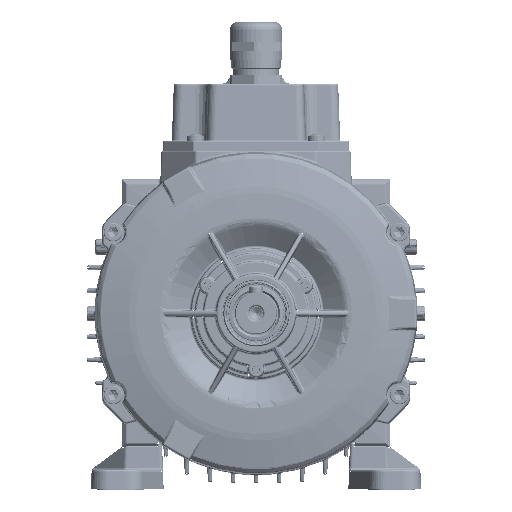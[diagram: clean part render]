
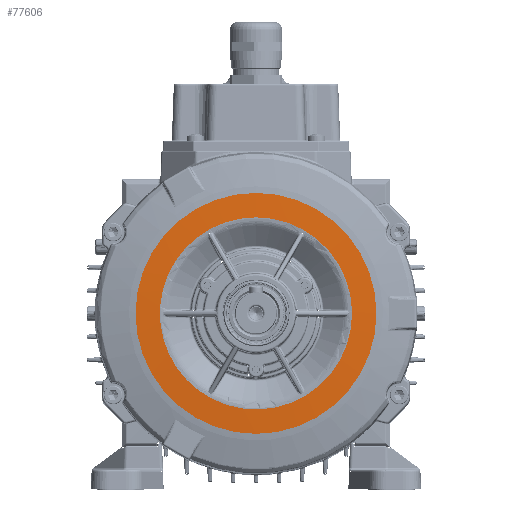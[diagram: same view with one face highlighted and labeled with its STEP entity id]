
A CAD part, top view. The second image highlights one B-rep face of the part: STEP entity #77606.
In plain terms, the highlighted conical face has half-angle 87.555 degrees and reference radius 42.131 mm.
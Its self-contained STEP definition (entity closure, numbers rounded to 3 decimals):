
#961=FACE_BOUND('',#98156,.T.);
#962=FACE_BOUND('',#98157,.T.);
#1636=CONICAL_SURFACE('',#240197,42.131,87.555);
#77606=ADVANCED_FACE('',(#961,#962),#1636,.T.);
#98156=EDGE_LOOP('',(#137170));
#98157=EDGE_LOOP('',(#137171));
#108146=CIRCLE('',#240103,43.655);
#108199=CIRCLE('',#240196,54.754);
#137170=ORIENTED_EDGE('',*,*,#192010,.T.);
#137171=ORIENTED_EDGE('',*,*,#192139,.T.);
#167970=VERTEX_POINT('',#393035);
#168030=VERTEX_POINT('',#393594);
#192010=EDGE_CURVE('',#167970,#167970,#108146,.T.);
#192139=EDGE_CURVE('',#168030,#168030,#108199,.T.);
#240103=AXIS2_PLACEMENT_3D('',#393034,#274562,#274563);
#240196=AXIS2_PLACEMENT_3D('',#393593,#274771,#274772);
#240197=AXIS2_PLACEMENT_3D('',#393595,#274773,#274774);
#274562=DIRECTION('',(0.,0.,-1.));
#274563=DIRECTION('',(0.,1.,0.));
#274771=DIRECTION('',(0.,0.,1.));
#274772=DIRECTION('',(0.,1.,0.));
#274773=DIRECTION('',(0.,0.,-1.));
#274774=DIRECTION('',(0.,-1.,0.));
#393034=CARTESIAN_POINT('',(0.,0.,
-11.066));
#393035=CARTESIAN_POINT('',(0.,43.655,-11.066));
#393593=CARTESIAN_POINT('',(0.,0.,
-11.54));
#393594=CARTESIAN_POINT('',(0.,54.754,-11.54));
#393595=CARTESIAN_POINT('',(0.,0.,
-11.001));
